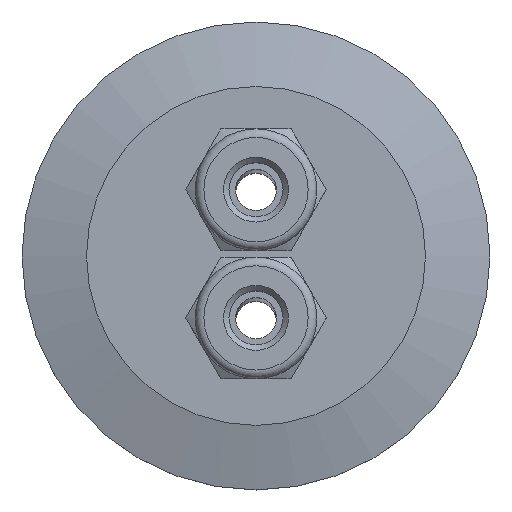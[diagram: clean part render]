
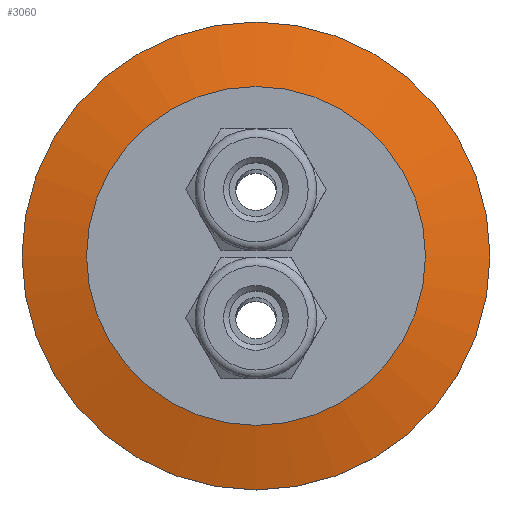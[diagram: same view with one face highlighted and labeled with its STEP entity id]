
A CAD part, top view. The second image highlights one B-rep face of the part: STEP entity #3060.
In plain terms, the highlighted conical face has half-angle 75 degrees and reference radius 27.495 mm.
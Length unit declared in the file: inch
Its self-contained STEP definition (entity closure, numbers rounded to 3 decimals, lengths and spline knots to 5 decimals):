
#165=CONICAL_SURFACE('',#3467,1.0825,1.309);
#1260=ORIENTED_EDGE('',*,*,#1692,.F.);
#1261=ORIENTED_EDGE('',*,*,#1693,.T.);
#1692=EDGE_CURVE('',#1963,#1963,#2138,.T.);
#1693=EDGE_CURVE('',#1964,#1964,#2139,.T.);
#1963=VERTEX_POINT('',#5803);
#1964=VERTEX_POINT('',#5805);
#2138=CIRCLE('',#3468,1.0825);
#2139=CIRCLE('',#3469,0.78394);
#2431=EDGE_LOOP('',(#1260));
#2432=EDGE_LOOP('',(#1261));
#2741=FACE_BOUND('',#2431,.T.);
#2742=FACE_BOUND('',#2432,.T.);
#3060=ADVANCED_FACE('',(#2741,#2742),#165,.T.);
#3467=AXIS2_PLACEMENT_3D('',#5801,#4301,#4302);
#3468=AXIS2_PLACEMENT_3D('',#5802,#4303,#4304);
#3469=AXIS2_PLACEMENT_3D('',#5804,#4305,#4306);
#4301=DIRECTION('',(0.,0.,-1.));
#4302=DIRECTION('',(-1.,0.,0.));
#4303=DIRECTION('',(0.,0.,-1.));
#4304=DIRECTION('',(-1.,0.,0.));
#4305=DIRECTION('',(0.,0.,-1.));
#4306=DIRECTION('',(-1.,0.,0.));
#5801=CARTESIAN_POINT('',(0.,0.,0.02));
#5802=CARTESIAN_POINT('',(0.,0.,0.02));
#5803=CARTESIAN_POINT('',(-1.0825,0.,0.02));
#5804=CARTESIAN_POINT('',(0.,0.,0.1));
#5805=CARTESIAN_POINT('',(-0.78394,0.,0.1));
